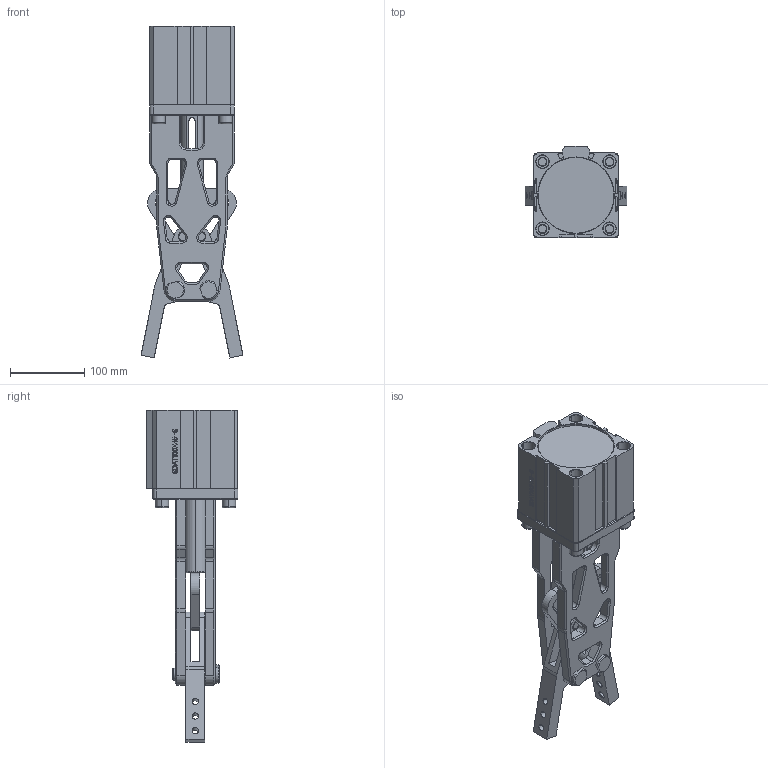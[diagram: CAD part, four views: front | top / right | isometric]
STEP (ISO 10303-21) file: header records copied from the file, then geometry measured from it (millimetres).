
FILE_DESCRIPTION (( 'STEP AP203' ), '1' );
FILE_NAME ('FY12H-D100-A.STEP', '2022-07-16T06:09:21', ( 'User' ), ( 'Microsoft' ), 'SwSTEP 2.0', 'SolidWorks 2015', '' );
FILE_SCHEMA (( 'CONFIG_CONTROL_DESIGN' ));
Length unit declared in the file: millimetre
Products named in the file (18): FY12H-D100-A翋啣; 捷薯ァ詰ァ詰D100X50褲极; LOGOﾅﾆ; 薄型气缸D100活塞杆; FY12H-D100-A倰瘍梓; circlips for holes--type a gb_GB_CONNECTING_PIECE_RING_RRH 75; FY12H-D100-A气缸连接盘; FY12H-D100-A; 情倰ァ詰D100軞傖; 100傯婖標蛈芢裝; 12X25驱动销; FY12H-D100-A三角驱动块; 驱动块衬套12X18X12; 种粣8X35; FY12H-D100-A標芛; hexagon socket head cap screws gb_GB_FASTENER_SCREWS_HSHCS M8X20-N; hexagon socket head cap screws gb_GB_FASTENER_SCREWS_HSHCS M12X110-N; 种粣蹟邡-S
Assembly tree (32 placements, depth 3):
  FY12H-D100-A
    FY12H-D100-A气缸连接盘
    100傯婖標蛈芢裝
    FY12H-D100-A三角驱动块
    种粣8X35
    hexagon socket head cap screws gb_GB_FASTENER_SCREWS_HSHCS M8X20-N  x8
    种粣蹟邡-S  x2
    情倰ァ詰D100軞傖
      捷薯ァ詰ァ詰D100X50褲极
      薄型气缸D100活塞杆
      circlips for holes--type a gb_GB_CONNECTING_PIECE_RING_RRH 75
    12X25驱动销  x2
    驱动块衬套12X18X12  x2
    FY12H-D100-A標芛  x2
    hexagon socket head cap screws gb_GB_FASTENER_SCREWS_HSHCS M12X110-N  x4
    FY12H-D100-A翋啣  x2
    LOGOﾅﾆ
    FY12H-D100-A倰瘍梓
Bounding box: 136.9 x 123 x 445.74 mm (x, y, z)
Volume: 1770936.6 mm3; surface area: 452116.6 mm2
Topology: 31 solids, 31 shells, 2289 faces, 5691 edges, 3582 vertices
Faces by surface type: plane 1027, bspline 456, cylinder 394, cone 352, torus 60
Entity records: 75403 total; most frequent: CARTESIAN_POINT 34777, ORIENTED_EDGE 8420, DIRECTION 6863, EDGE_CURVE 4210, VERTEX_POINT 2705, VECTOR 2569, LINE 2569, AXIS2_PLACEMENT_3D 2147
